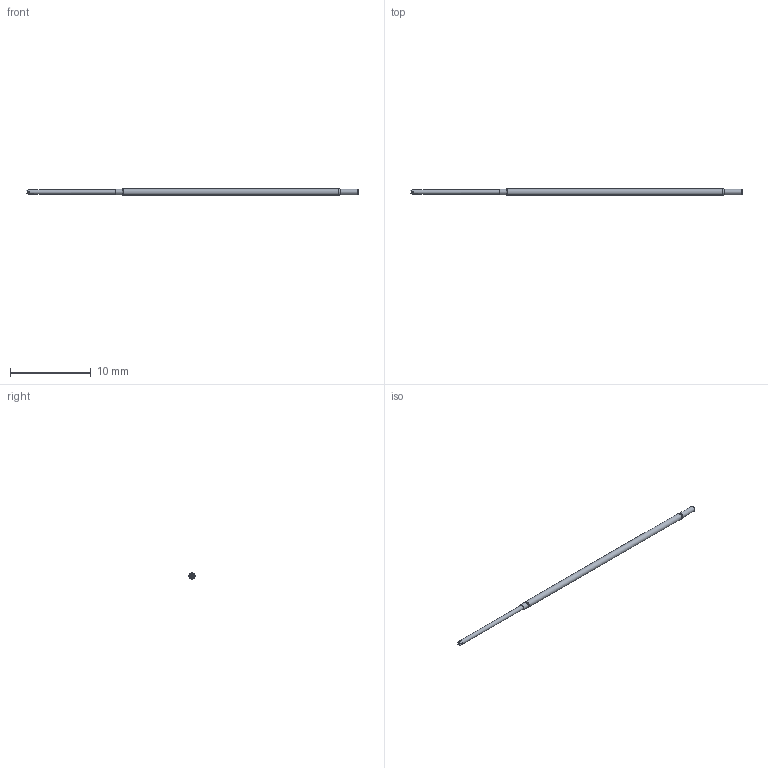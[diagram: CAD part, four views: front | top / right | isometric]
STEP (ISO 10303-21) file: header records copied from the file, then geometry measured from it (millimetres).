
FILE_DESCRIPTION (( 'STEP AP214' ), '1' );
FILE_NAME ('X39-4044.STEP', '2020-04-07T16:45:44', ( '' ), ( '' ), 'SwSTEP 2.0', 'SolidWorks 2019', '' );
FILE_SCHEMA (( 'AUTOMOTIVE_DESIGN' ));
Length unit declared in the file: inch
Products named in the file (1): X39-4044
Bounding box: 41.02 x 0.78 x 0.78 mm (x, y, z)
Volume: 16.4 mm3; surface area: 91.7 mm2
Topology: 1 solids, 1 shells, 29 faces, 65 edges, 39 vertices
Faces by surface type: cone 10, cylinder 8, plane 6, torus 5
Full cylindrical faces by diameter (mm): 0.531 x1, 0.665 x1, 0.7 x1, 0.782 x1
Entity records: 1167 total; most frequent: CARTESIAN_POINT 203, DIRECTION 108, ORIENTED_EDGE 104, AXIS2_PLACEMENT_3D 54, EDGE_CURVE 52, EDGE_LOOP 41, FACE_OUTER_BOUND 38, VERTEX_POINT 37
